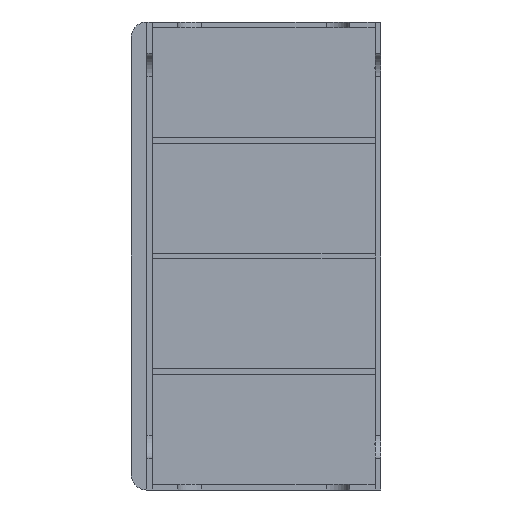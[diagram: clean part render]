
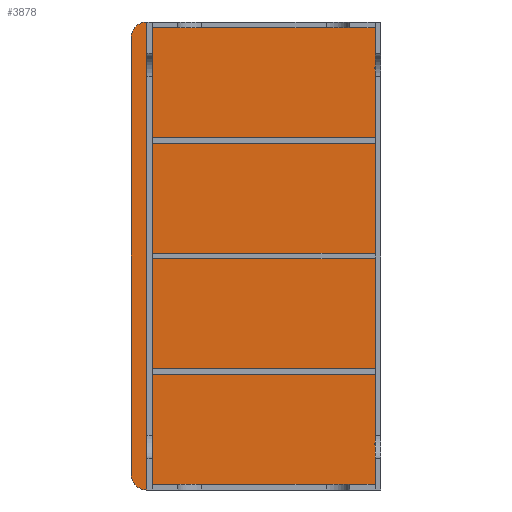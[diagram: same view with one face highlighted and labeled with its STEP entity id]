
A CAD part, front view. The second image highlights one B-rep face of the part: STEP entity #3878.
In plain terms, the highlighted planar face has unit normal (0, -1, 0).
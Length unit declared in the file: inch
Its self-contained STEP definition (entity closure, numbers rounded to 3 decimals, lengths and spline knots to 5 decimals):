
#101=PLANE('',#4184);
#258=FACE_OUTER_BOUND('',#466,.T.);
#466=EDGE_LOOP('',(#2847,#2848,#2849,#2850,#2851,#2852,#2853,#2854,#2855,
#2856,#2857,#2858,#2859,#2860,#2861,#2862,#2863,#2864,#2865,#2866,#2867,
#2868,#2869,#2870));
#721=LINE('',#5821,#1177);
#722=LINE('',#5825,#1178);
#723=LINE('',#5827,#1179);
#724=LINE('',#5831,#1180);
#725=LINE('',#5835,#1181);
#726=LINE('',#5837,#1182);
#727=LINE('',#5841,#1183);
#728=LINE('',#5845,#1184);
#729=LINE('',#5847,#1185);
#730=LINE('',#5849,#1186);
#731=LINE('',#5853,#1187);
#732=LINE('',#5855,#1188);
#733=LINE('',#5857,#1189);
#734=LINE('',#5861,#1190);
#735=LINE('',#5863,#1191);
#736=LINE('',#5864,#1192);
#1177=VECTOR('',#4679,0.3937);
#1178=VECTOR('',#4682,0.3937);
#1179=VECTOR('',#4683,0.3937);
#1180=VECTOR('',#4686,0.3937);
#1181=VECTOR('',#4689,0.3937);
#1182=VECTOR('',#4690,0.3937);
#1183=VECTOR('',#4693,0.3937);
#1184=VECTOR('',#4696,0.3937);
#1185=VECTOR('',#4697,0.3937);
#1186=VECTOR('',#4698,0.3937);
#1187=VECTOR('',#4701,0.3937);
#1188=VECTOR('',#4702,0.3937);
#1189=VECTOR('',#4703,0.3937);
#1190=VECTOR('',#4706,0.3937);
#1191=VECTOR('',#4707,0.3937);
#1192=VECTOR('',#4708,0.3937);
#1572=CIRCLE('',#4183,0.125);
#1573=CIRCLE('',#4185,0.125);
#1574=CIRCLE('',#4186,2.);
#1575=CIRCLE('',#4187,2.);
#1576=CIRCLE('',#4188,0.125);
#1577=CIRCLE('',#4189,0.125);
#1578=CIRCLE('',#4190,0.125);
#1579=CIRCLE('',#4191,0.125);
#1741=VERTEX_POINT('',#5814);
#1742=VERTEX_POINT('',#5816);
#1743=VERTEX_POINT('',#5820);
#1744=VERTEX_POINT('',#5822);
#1745=VERTEX_POINT('',#5824);
#1746=VERTEX_POINT('',#5826);
#1747=VERTEX_POINT('',#5828);
#1748=VERTEX_POINT('',#5830);
#1749=VERTEX_POINT('',#5832);
#1750=VERTEX_POINT('',#5834);
#1751=VERTEX_POINT('',#5836);
#1752=VERTEX_POINT('',#5838);
#1753=VERTEX_POINT('',#5840);
#1754=VERTEX_POINT('',#5842);
#1755=VERTEX_POINT('',#5844);
#1756=VERTEX_POINT('',#5846);
#1757=VERTEX_POINT('',#5848);
#1758=VERTEX_POINT('',#5850);
#1759=VERTEX_POINT('',#5852);
#1760=VERTEX_POINT('',#5854);
#1761=VERTEX_POINT('',#5856);
#1762=VERTEX_POINT('',#5858);
#1763=VERTEX_POINT('',#5860);
#1764=VERTEX_POINT('',#5862);
#2161=EDGE_CURVE('',#1742,#1741,#1572,.T.);
#2163=EDGE_CURVE('',#1741,#1743,#721,.T.);
#2164=EDGE_CURVE('',#1743,#1744,#1573,.T.);
#2165=EDGE_CURVE('',#1744,#1745,#722,.T.);
#2166=EDGE_CURVE('',#1745,#1746,#723,.T.);
#2167=EDGE_CURVE('',#1747,#1746,#1574,.T.);
#2168=EDGE_CURVE('',#1747,#1748,#724,.T.);
#2169=EDGE_CURVE('',#1749,#1748,#1575,.T.);
#2170=EDGE_CURVE('',#1749,#1750,#725,.T.);
#2171=EDGE_CURVE('',#1750,#1751,#726,.T.);
#2172=EDGE_CURVE('',#1751,#1752,#1576,.T.);
#2173=EDGE_CURVE('',#1752,#1753,#727,.T.);
#2174=EDGE_CURVE('',#1753,#1754,#1577,.T.);
#2175=EDGE_CURVE('',#1755,#1754,#728,.T.);
#2176=EDGE_CURVE('',#1755,#1756,#729,.T.);
#2177=EDGE_CURVE('',#1756,#1757,#730,.T.);
#2178=EDGE_CURVE('',#1757,#1758,#1578,.T.);
#2179=EDGE_CURVE('',#1758,#1759,#731,.T.);
#2180=EDGE_CURVE('',#1759,#1760,#732,.T.);
#2181=EDGE_CURVE('',#1760,#1761,#733,.T.);
#2182=EDGE_CURVE('',#1761,#1762,#1579,.T.);
#2183=EDGE_CURVE('',#1762,#1763,#734,.T.);
#2184=EDGE_CURVE('',#1763,#1764,#735,.T.);
#2185=EDGE_CURVE('',#1764,#1742,#736,.T.);
#2847=ORIENTED_EDGE('',*,*,#2161,.T.);
#2848=ORIENTED_EDGE('',*,*,#2163,.T.);
#2849=ORIENTED_EDGE('',*,*,#2164,.T.);
#2850=ORIENTED_EDGE('',*,*,#2165,.T.);
#2851=ORIENTED_EDGE('',*,*,#2166,.T.);
#2852=ORIENTED_EDGE('',*,*,#2167,.F.);
#2853=ORIENTED_EDGE('',*,*,#2168,.T.);
#2854=ORIENTED_EDGE('',*,*,#2169,.F.);
#2855=ORIENTED_EDGE('',*,*,#2170,.T.);
#2856=ORIENTED_EDGE('',*,*,#2171,.T.);
#2857=ORIENTED_EDGE('',*,*,#2172,.T.);
#2858=ORIENTED_EDGE('',*,*,#2173,.T.);
#2859=ORIENTED_EDGE('',*,*,#2174,.T.);
#2860=ORIENTED_EDGE('',*,*,#2175,.F.);
#2861=ORIENTED_EDGE('',*,*,#2176,.T.);
#2862=ORIENTED_EDGE('',*,*,#2177,.T.);
#2863=ORIENTED_EDGE('',*,*,#2178,.T.);
#2864=ORIENTED_EDGE('',*,*,#2179,.T.);
#2865=ORIENTED_EDGE('',*,*,#2180,.T.);
#2866=ORIENTED_EDGE('',*,*,#2181,.T.);
#2867=ORIENTED_EDGE('',*,*,#2182,.T.);
#2868=ORIENTED_EDGE('',*,*,#2183,.T.);
#2869=ORIENTED_EDGE('',*,*,#2184,.T.);
#2870=ORIENTED_EDGE('',*,*,#2185,.T.);
#3878=ADVANCED_FACE('',(#258),#101,.F.);
#4183=AXIS2_PLACEMENT_3D('',#5817,#4674,#4675);
#4184=AXIS2_PLACEMENT_3D('',#5819,#4677,#4678);
#4185=AXIS2_PLACEMENT_3D('',#5823,#4680,#4681);
#4186=AXIS2_PLACEMENT_3D('',#5829,#4684,#4685);
#4187=AXIS2_PLACEMENT_3D('',#5833,#4687,#4688);
#4188=AXIS2_PLACEMENT_3D('',#5839,#4691,#4692);
#4189=AXIS2_PLACEMENT_3D('',#5843,#4694,#4695);
#4190=AXIS2_PLACEMENT_3D('',#5851,#4699,#4700);
#4191=AXIS2_PLACEMENT_3D('',#5859,#4704,#4705);
#4674=DIRECTION('center_axis',(0.,1.,0.));
#4675=DIRECTION('ref_axis',(1.,0.,0.));
#4677=DIRECTION('center_axis',(0.,1.,0.));
#4678=DIRECTION('ref_axis',(-1.,0.,0.));
#4679=DIRECTION('',(-1.,0.,0.));
#4680=DIRECTION('center_axis',(0.,1.,0.));
#4681=DIRECTION('ref_axis',(1.,0.,0.));
#4682=DIRECTION('',(0.,0.,1.));
#4683=DIRECTION('',(-1.,0.,0.));
#4684=DIRECTION('center_axis',(0.,1.,0.));
#4685=DIRECTION('ref_axis',(-0.707,0.,0.707));
#4686=DIRECTION('',(0.,0.,-1.));
#4687=DIRECTION('center_axis',(0.,1.,0.));
#4688=DIRECTION('ref_axis',(-0.707,0.,-0.707));
#4689=DIRECTION('',(1.,0.,0.));
#4690=DIRECTION('',(0.,0.,1.));
#4691=DIRECTION('center_axis',(0.,1.,0.));
#4692=DIRECTION('ref_axis',(1.,0.,0.));
#4693=DIRECTION('',(1.,0.,0.));
#4694=DIRECTION('center_axis',(0.,1.,0.));
#4695=DIRECTION('ref_axis',(1.,0.,0.));
#4696=DIRECTION('',(0.,0.,1.));
#4697=DIRECTION('',(1.,0.,0.));
#4698=DIRECTION('',(0.,0.,1.));
#4699=DIRECTION('center_axis',(0.,1.,0.));
#4700=DIRECTION('ref_axis',(1.,0.,0.));
#4701=DIRECTION('',(1.,0.,0.));
#4702=DIRECTION('',(0.,0.,1.));
#4703=DIRECTION('',(-1.,0.,0.));
#4704=DIRECTION('center_axis',(0.,1.,0.));
#4705=DIRECTION('ref_axis',(1.,0.,0.));
#4706=DIRECTION('',(0.,0.,1.));
#4707=DIRECTION('',(-1.,0.,0.));
#4708=DIRECTION('',(0.,0.,-1.));
#5814=CARTESIAN_POINT('',(16.82322,0.,-0.72));
#5816=CARTESIAN_POINT('',(17.,0.,-0.54322));
#5817=CARTESIAN_POINT('Origin',(16.91161,0.,-0.63161));
#5819=CARTESIAN_POINT('Origin',(14.,0.,
-30.));
#5820=CARTESIAN_POINT('',(13.17678,0.,-0.72));
#5821=CARTESIAN_POINT('',(17.,0.,-0.72));
#5822=CARTESIAN_POINT('',(13.,0.,-0.54322));
#5823=CARTESIAN_POINT('Origin',(13.08839,0.,-0.63161));
#5824=CARTESIAN_POINT('',(13.,0.,0.));
#5825=CARTESIAN_POINT('',(13.,0.,-0.72));
#5826=CARTESIAN_POINT('',(0.,0.,0.));
#5827=CARTESIAN_POINT('',(13.,0.,0.));
#5828=CARTESIAN_POINT('',(-2.,0.,-2.));
#5829=CARTESIAN_POINT('Origin',(0.,0.,
-2.));
#5830=CARTESIAN_POINT('',(-2.,0.,-58.));
#5831=CARTESIAN_POINT('',(-2.,0.,0.));
#5832=CARTESIAN_POINT('',(0.,0.,-60.));
#5833=CARTESIAN_POINT('Origin',(0.,0.,
-58.));
#5834=CARTESIAN_POINT('',(13.,0.,-60.));
#5835=CARTESIAN_POINT('',(-2.,0.,-60.));
#5836=CARTESIAN_POINT('',(13.,0.,-59.45678));
#5837=CARTESIAN_POINT('',(13.,0.,-60.));
#5838=CARTESIAN_POINT('',(13.17678,0.,-59.28));
#5839=CARTESIAN_POINT('Origin',(13.08839,0.,
-59.36839));
#5840=CARTESIAN_POINT('',(16.82322,0.,-59.28));
#5841=CARTESIAN_POINT('',(13.,0.,-59.28));
#5842=CARTESIAN_POINT('',(17.,0.,-59.45678));
#5843=CARTESIAN_POINT('Origin',(16.91161,0.,
-59.36839));
#5844=CARTESIAN_POINT('',(17.,0.,-60.));
#5845=CARTESIAN_POINT('',(17.,0.,-60.));
#5846=CARTESIAN_POINT('',(29.28,0.,-60.));
#5847=CARTESIAN_POINT('',(17.,0.,-60.));
#5848=CARTESIAN_POINT('',(29.28,0.,-54.17678));
#5849=CARTESIAN_POINT('',(29.28,0.,-60.));
#5850=CARTESIAN_POINT('',(29.45678,0.,-54.));
#5851=CARTESIAN_POINT('Origin',(29.36839,0.,
-54.08839));
#5852=CARTESIAN_POINT('',(30.,0.,-54.));
#5853=CARTESIAN_POINT('',(29.28,0.,-54.));
#5854=CARTESIAN_POINT('',(30.,0.,-6.));
#5855=CARTESIAN_POINT('',(30.,0.,-54.));
#5856=CARTESIAN_POINT('',(29.45678,0.,-6.));
#5857=CARTESIAN_POINT('',(30.,0.,-6.));
#5858=CARTESIAN_POINT('',(29.28,0.,-5.82322));
#5859=CARTESIAN_POINT('Origin',(29.36839,0.,
-5.91161));
#5860=CARTESIAN_POINT('',(29.28,0.,0.));
#5861=CARTESIAN_POINT('',(29.28,0.,-6.));
#5862=CARTESIAN_POINT('',(17.,0.,0.));
#5863=CARTESIAN_POINT('',(29.28,0.,0.));
#5864=CARTESIAN_POINT('',(17.,0.,0.));
